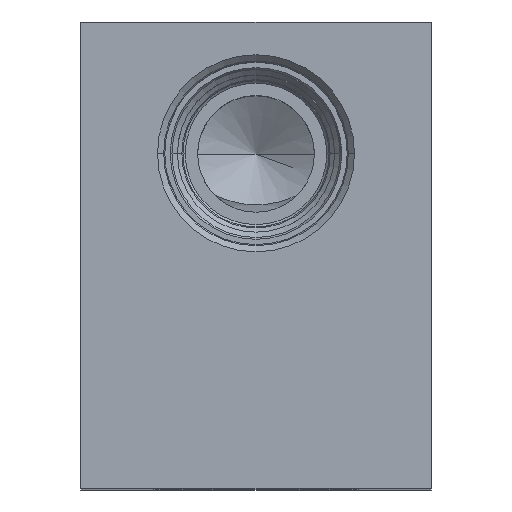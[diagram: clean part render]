
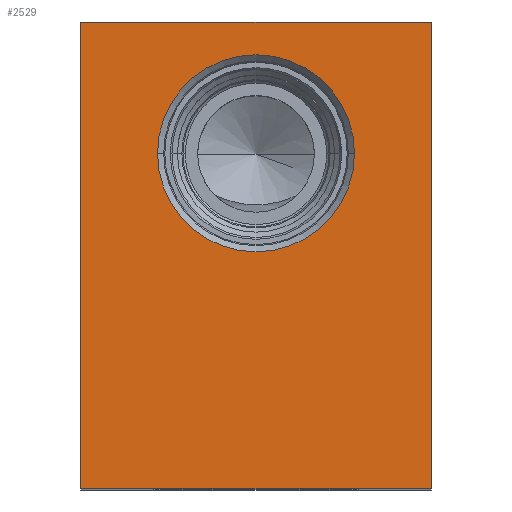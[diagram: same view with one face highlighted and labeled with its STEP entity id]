
A CAD part, top view. The second image highlights one B-rep face of the part: STEP entity #2529.
In plain terms, the highlighted planar face has unit normal (0, 0, 1).
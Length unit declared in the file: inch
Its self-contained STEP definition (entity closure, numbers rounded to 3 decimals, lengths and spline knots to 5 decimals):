
#113=DIRECTION('',(0.,-1.,0.));
#114=VECTOR('',#113,4.);
#115=CARTESIAN_POINT('',(0.,0.,5.5));
#116=LINE('',#115,#114);
#117=DIRECTION('',(-1.,0.,0.));
#118=VECTOR('',#117,3.);
#119=CARTESIAN_POINT('',(3.,0.,5.5));
#120=LINE('',#119,#118);
#121=DIRECTION('',(0.,1.,0.));
#122=VECTOR('',#121,4.);
#123=CARTESIAN_POINT('',(3.,-4.,5.5));
#124=LINE('',#123,#122);
#125=DIRECTION('',(1.,0.,0.));
#126=VECTOR('',#125,3.);
#127=CARTESIAN_POINT('',(0.,-4.,5.5));
#128=LINE('',#127,#126);
#129=CARTESIAN_POINT('',(1.5,-1.125,5.5));
#130=DIRECTION('',(0.,0.,-1.));
#131=DIRECTION('',(-1.,0.,0.));
#132=AXIS2_PLACEMENT_3D('',#129,#130,#131);
#134=CARTESIAN_POINT('',(1.5,-1.125,5.5));
#135=DIRECTION('',(0.,0.,-1.));
#136=DIRECTION('',(1.,0.,0.));
#137=AXIS2_PLACEMENT_3D('',#134,#135,#136);
#2083=CARTESIAN_POINT('',(0.,0.,5.5));
#2084=CARTESIAN_POINT('',(0.,-4.,5.5));
#2085=VERTEX_POINT('',#2083);
#2086=VERTEX_POINT('',#2084);
#2087=CARTESIAN_POINT('',(3.,-4.,5.5));
#2088=VERTEX_POINT('',#2087);
#2089=CARTESIAN_POINT('',(3.,0.,5.5));
#2090=VERTEX_POINT('',#2089);
#2143=CARTESIAN_POINT('',(0.656,-1.125,5.5));
#2144=CARTESIAN_POINT('',(2.344,-1.125,5.5));
#2145=VERTEX_POINT('',#2143);
#2146=VERTEX_POINT('',#2144);
#2512=CARTESIAN_POINT('',(0.,0.,5.5));
#2513=DIRECTION('',(0.,0.,1.));
#2514=DIRECTION('',(1.,0.,0.));
#2515=AXIS2_PLACEMENT_3D('',#2512,#2513,#2514);
#2516=PLANE('',#2515);
#2517=ORIENTED_EDGE('',*,*,#2422,.F.);
#2518=ORIENTED_EDGE('',*,*,#2449,.F.);
#2519=ORIENTED_EDGE('',*,*,#2475,.F.);
#2520=ORIENTED_EDGE('',*,*,#2494,.F.);
#2521=EDGE_LOOP('',(#2517,#2518,#2519,#2520));
#2522=FACE_OUTER_BOUND('',#2521,.F.);
#2524=ORIENTED_EDGE('',*,*,#2523,.F.);
#2526=ORIENTED_EDGE('',*,*,#2525,.F.);
#2527=EDGE_LOOP('',(#2524,#2526));
#2528=FACE_BOUND('',#2527,.F.);
#2529=ADVANCED_FACE('',(#2522,#2528),#2516,.T.);
#133=CIRCLE('',#132,0.844);
#138=CIRCLE('',#137,0.844);
#2422=EDGE_CURVE('',#2085,#2086,#116,.T.);
#2449=EDGE_CURVE('',#2090,#2085,#120,.T.);
#2475=EDGE_CURVE('',#2088,#2090,#124,.T.);
#2494=EDGE_CURVE('',#2086,#2088,#128,.T.);
#2523=EDGE_CURVE('',#2145,#2146,#133,.T.);
#2525=EDGE_CURVE('',#2146,#2145,#138,.T.);
